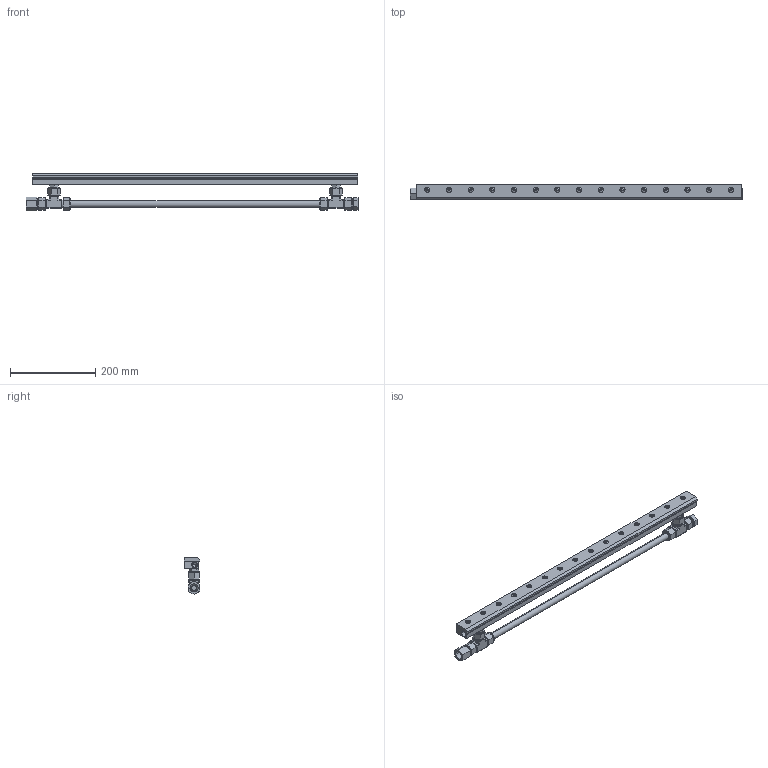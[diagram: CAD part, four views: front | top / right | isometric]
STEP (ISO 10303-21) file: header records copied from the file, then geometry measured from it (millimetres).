
FILE_DESCRIPTION(('STEP AP203'),'1');
FILE_NAME('110230sspki.stp','2024-09-23T10:31:32',('TraceParts'),('TraceParts S.A.'),'Spatial InterOp 3D',' ',' ');
FILE_SCHEMA(('CONFIG_CONTROL_DESIGN'));
Length unit declared in the file: millimetre
Products named in the file (1): 1
Bounding box: 778 x 37.21 x 86.98 mm (x, y, z)
Volume: 807375.5 mm3; surface area: 274371.9 mm2
Topology: 24 solids, 24 shells, 686 faces, 1621 edges, 1056 vertices
Faces by surface type: plane 374, cylinder 234, cone 48, bspline 30
Entity records: 20759 total; most frequent: CARTESIAN_POINT 4223, DIRECTION 3607, ORIENTED_EDGE 3234, EDGE_CURVE 1617, AXIS2_PLACEMENT_3D 1340, VERTEX_POINT 1056, LINE 927, VECTOR 927
